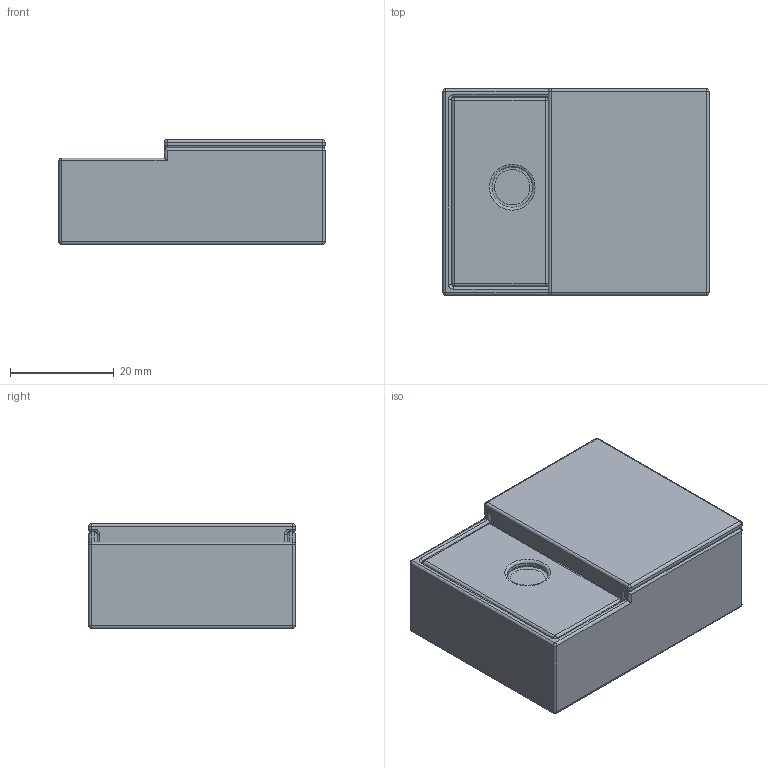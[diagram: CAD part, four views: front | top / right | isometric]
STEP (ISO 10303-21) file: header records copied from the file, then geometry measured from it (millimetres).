
FILE_DESCRIPTION(/* description */ (''),/* implementation_level */ '2;1');
FILE_NAME(/* name */ 'Mouse Click.step',/* time_stamp */ '2026-02-05T13:11:26-05:00',/* author */ (''),/* organization */ (''),/* preprocessor_version */ 'ST-DEVELOPER v20.1',/* originating_system */ 'Autodesk Translation Framework v14.24.0.0',/* authorisation */ '');
FILE_SCHEMA (('AUTOMOTIVE_DESIGN { 1 0 10303 214 3 1 1 }'));
Length unit declared in the file: millimetre
Products named in the file (1): 2026-02-05-01-03-47-704
Bounding box: 51.2 x 39.74 x 20.2 mm (x, y, z)
Volume: 28831.7 mm3; surface area: 21063.6 mm2
Topology: 4 solids, 4 shells, 249 faces, 521 edges, 281 vertices
Faces by surface type: cylinder 120, plane 59, sphere 46, torus 24
Full cylindrical faces by diameter (mm): 6.8 x1, 7.8 x1
Entity records: 6515 total; most frequent: DIRECTION 1272, CARTESIAN_POINT 1052, ORIENTED_EDGE 1042, EDGE_CURVE 521, AXIS2_PLACEMENT_3D 501, VERTEX_POINT 281, LINE 270, VECTOR 270
